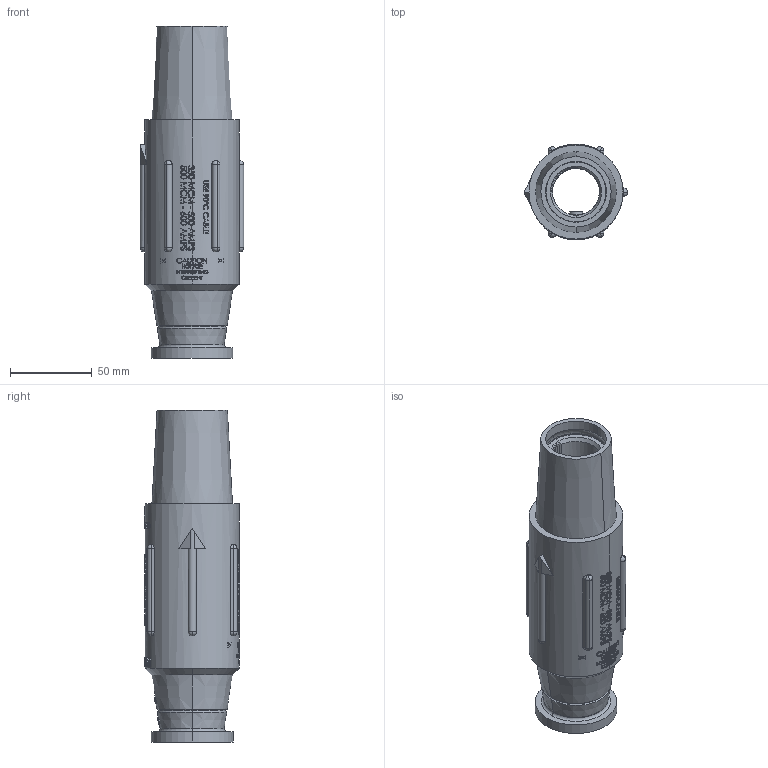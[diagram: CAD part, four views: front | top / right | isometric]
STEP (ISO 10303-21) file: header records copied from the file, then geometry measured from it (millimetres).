
FILE_DESCRIPTION (( 'STEP AP214' ), '1' );
FILE_NAME ('CATSTD-23L25-XXX.STEP', '2022-03-01T16:01:43', ( '' ), ( '' ), 'SwSTEP 2.0', 'SolidWorks 2020', '' );
FILE_SCHEMA (( 'AUTOMOTIVE_DESIGN' ));
Length unit declared in the file: inch
Products named in the file (1): CATSTD-23L25-XXX
Bounding box: 62.99 x 58.25 x 202.65 mm (x, y, z)
Surface area: 53756.8 mm2 (no closed solid volume)
Topology: 0 solids, 3 shells, 1460 faces, 4459 edges, 2955 vertices
Faces by surface type: plane 638, bspline 540, cylinder 222, cone 28, sphere 22, torus 10
Entity records: 96713 total; most frequent: CARTESIAN_POINT 43180, ORIENTED_EDGE 8069, DIRECTION 5235, EDGE_CURVE 4441, VERTEX_POINT 2951, VECTOR 2103, LINE 2103, EDGE_LOOP 1619
